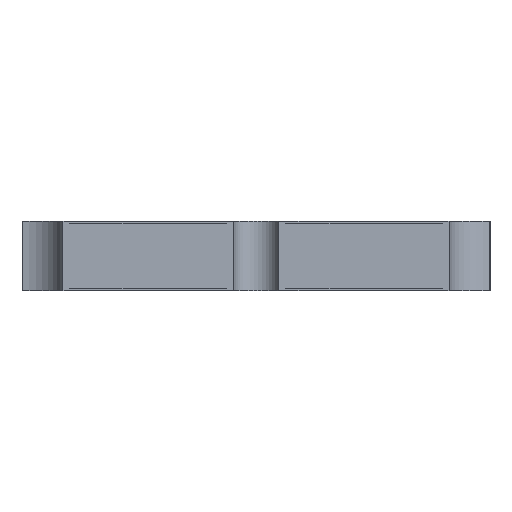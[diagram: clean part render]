
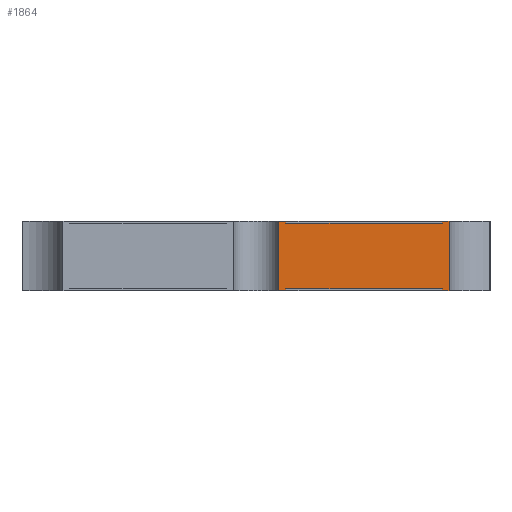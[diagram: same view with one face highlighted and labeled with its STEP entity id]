
A CAD part, left-side view. The second image highlights one B-rep face of the part: STEP entity #1864.
In plain terms, the highlighted planar face has unit normal (-1, 0, 0).
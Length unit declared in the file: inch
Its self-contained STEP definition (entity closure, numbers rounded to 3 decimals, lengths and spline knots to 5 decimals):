
#18 = ORIENTED_EDGE ( 'NONE', *, *, #5856, .T. ) ;
#953 = ORIENTED_EDGE ( 'NONE', *, *, #8471, .T. ) ;
#1126 = LINE ( 'NONE', #20693, #13966 ) ;
#1495 = ORIENTED_EDGE ( 'NONE', *, *, #19695, .T. ) ;
#1858 = ORIENTED_EDGE ( 'NONE', *, *, #4509, .T. ) ;
#1864 = ADVANCED_FACE ( 'NONE', ( #8994 ), #6060, .F. ) ;
#1947 = EDGE_CURVE ( 'NONE', #2064, #23864, #11343, .T. ) ;
#1957 = VECTOR ( 'NONE', #12959, 39.37008 ) ;
#2053 = VERTEX_POINT ( 'NONE', #12944 ) ;
#2064 = VERTEX_POINT ( 'NONE', #18488 ) ;
#3482 = ORIENTED_EDGE ( 'NONE', *, *, #3815, .F. ) ;
#3715 = ORIENTED_EDGE ( 'NONE', *, *, #31107, .T. ) ;
#3815 = EDGE_CURVE ( 'NONE', #30928, #4755, #15680, .T. ) ;
#3914 = CARTESIAN_POINT ( 'NONE',  ( -0.5, -0.03068, 0.071 ) ) ;
#4410 = VERTEX_POINT ( 'NONE', #31774 ) ;
#4509 = EDGE_CURVE ( 'NONE', #30928, #33175, #32691, .T. ) ;
#4614 = CARTESIAN_POINT ( 'NONE',  ( -0.5, -0.03068, 0.002 ) ) ;
#4755 = VERTEX_POINT ( 'NONE', #34118 ) ;
#4857 = CARTESIAN_POINT ( 'NONE',  ( -0.5, -0.03068, 0.002 ) ) ;
#5443 = EDGE_CURVE ( 'NONE', #2053, #4755, #15464, .T. ) ;
#5624 = LINE ( 'NONE', #16695, #36294 ) ;
#5856 = EDGE_CURVE ( 'NONE', #12647, #4410, #35074, .T. ) ;
#6060 = PLANE ( 'NONE',  #12390 ) ;
#6444 = VECTOR ( 'NONE', #16198, 39.37008 ) ;
#6907 = VERTEX_POINT ( 'NONE', #10700 ) ;
#7023 = CARTESIAN_POINT ( 'NONE',  ( -0.5, -0.19807, 0.071 ) ) ;
#7244 = ORIENTED_EDGE ( 'NONE', *, *, #30615, .T. ) ;
#7597 = VERTEX_POINT ( 'NONE', #13203 ) ;
#8471 = EDGE_CURVE ( 'NONE', #33175, #7597, #36277, .T. ) ;
#8604 = VECTOR ( 'NONE', #27978, 39.37008 ) ;
#8800 = EDGE_CURVE ( 'NONE', #32073, #23864, #5624, .T. ) ;
#8972 = LINE ( 'NONE', #26120, #30651 ) ;
#8994 = FACE_OUTER_BOUND ( 'NONE', #12443, .T. ) ;
#9354 = VECTOR ( 'NONE', #22184, 39.37008 ) ;
#9379 = EDGE_CURVE ( 'NONE', #32073, #34530, #1126, .T. ) ;
#10293 = DIRECTION ( 'NONE',  ( 0., -1., 0. ) ) ;
#10648 = CARTESIAN_POINT ( 'NONE',  ( -0.5, -0.2425, 0.069 ) ) ;
#10700 = CARTESIAN_POINT ( 'NONE',  ( -0.5, -0.03068, 0.069 ) ) ;
#11305 = CARTESIAN_POINT ( 'NONE',  ( -0.5, -0.19807, 0. ) ) ;
#11343 = LINE ( 'NONE', #16868, #33566 ) ;
#11944 = VECTOR ( 'NONE', #14619, 39.37008 ) ;
#12390 = AXIS2_PLACEMENT_3D ( 'NONE', #20428, #17299, #28541 ) ;
#12399 = EDGE_CURVE ( 'NONE', #7597, #34530, #25135, .T. ) ;
#12443 = EDGE_LOOP ( 'NONE', ( #29823, #1495, #7244, #18, #3715, #33143, #3482, #1858, #953, #30930, #16649, #25072 ) ) ;
#12647 = VERTEX_POINT ( 'NONE', #3914 ) ;
#12944 = CARTESIAN_POINT ( 'NONE',  ( -0.5, -0.02345, 0. ) ) ;
#12959 = DIRECTION ( 'NONE',  ( 0., -1., 0. ) ) ;
#13203 = CARTESIAN_POINT ( 'NONE',  ( -0.5, -0.191, 0. ) ) ;
#13966 = VECTOR ( 'NONE', #23260, 39.37008 ) ;
#14335 = DIRECTION ( 'NONE',  ( 0., 0., -1. ) ) ;
#14619 = DIRECTION ( 'NONE',  ( 0., 1., 0. ) ) ;
#15464 = LINE ( 'NONE', #35553, #34905 ) ;
#15680 = LINE ( 'NONE', #4614, #32540 ) ;
#16198 = DIRECTION ( 'NONE',  ( 0., 1., 0. ) ) ;
#16292 = LINE ( 'NONE', #33732, #23834 ) ;
#16649 = ORIENTED_EDGE ( 'NONE', *, *, #9379, .F. ) ;
#16695 = CARTESIAN_POINT ( 'NONE',  ( -0.5, -0.2425, 0.071 ) ) ;
#16868 = CARTESIAN_POINT ( 'NONE',  ( -0.5, -0.191, 0.069 ) ) ;
#17299 = DIRECTION ( 'NONE',  ( 1., 0., 0. ) ) ;
#17564 = CARTESIAN_POINT ( 'NONE',  ( -0.5, -0.2425, 0.071 ) ) ;
#18488 = CARTESIAN_POINT ( 'NONE',  ( -0.5, -0.191, 0.069 ) ) ;
#18970 = CARTESIAN_POINT ( 'NONE',  ( -0.5, -0.03068, 0.002 ) ) ;
#19091 = CARTESIAN_POINT ( 'NONE',  ( -0.5, -0.191, 0.002 ) ) ;
#19695 = EDGE_CURVE ( 'NONE', #2064, #6907, #32607, .T. ) ;
#20428 = CARTESIAN_POINT ( 'NONE',  ( -0.5, -0.19807, 0.002 ) ) ;
#20693 = CARTESIAN_POINT ( 'NONE',  ( -0.5, -0.19807, 0.002 ) ) ;
#22184 = DIRECTION ( 'NONE',  ( 0., -1., 0. ) ) ;
#23260 = DIRECTION ( 'NONE',  ( 0., 0., -1. ) ) ;
#23834 = VECTOR ( 'NONE', #27170, 39.37008 ) ;
#23864 = VERTEX_POINT ( 'NONE', #28620 ) ;
#25072 = ORIENTED_EDGE ( 'NONE', *, *, #8800, .T. ) ;
#25135 = LINE ( 'NONE', #11305, #9354 ) ;
#25535 = DIRECTION ( 'NONE',  ( 0., 1., 0. ) ) ;
#25579 = CARTESIAN_POINT ( 'NONE',  ( -0.5, -0.191, 0.002 ) ) ;
#26120 = CARTESIAN_POINT ( 'NONE',  ( -0.5, -0.02345, 0.002 ) ) ;
#27170 = DIRECTION ( 'NONE',  ( 0., 0., 1. ) ) ;
#27978 = DIRECTION ( 'NONE',  ( 0., 0., -1. ) ) ;
#28541 = DIRECTION ( 'NONE',  ( 0., 0., -1. ) ) ;
#28620 = CARTESIAN_POINT ( 'NONE',  ( -0.5, -0.191, 0.071 ) ) ;
#29823 = ORIENTED_EDGE ( 'NONE', *, *, #1947, .F. ) ;
#30615 = EDGE_CURVE ( 'NONE', #6907, #12647, #16292, .T. ) ;
#30651 = VECTOR ( 'NONE', #14335, 39.37008 ) ;
#30928 = VERTEX_POINT ( 'NONE', #18970 ) ;
#30930 = ORIENTED_EDGE ( 'NONE', *, *, #12399, .T. ) ;
#31040 = CARTESIAN_POINT ( 'NONE',  ( -0.5, -0.19807, 0. ) ) ;
#31107 = EDGE_CURVE ( 'NONE', #4410, #2053, #8972, .T. ) ;
#31774 = CARTESIAN_POINT ( 'NONE',  ( -0.5, -0.02345, 0.071 ) ) ;
#32073 = VERTEX_POINT ( 'NONE', #7023 ) ;
#32540 = VECTOR ( 'NONE', #35589, 39.37008 ) ;
#32607 = LINE ( 'NONE', #10648, #6444 ) ;
#32691 = LINE ( 'NONE', #4857, #1957 ) ;
#33143 = ORIENTED_EDGE ( 'NONE', *, *, #5443, .T. ) ;
#33175 = VERTEX_POINT ( 'NONE', #19091 ) ;
#33295 = DIRECTION ( 'NONE',  ( 0., 0., 1. ) ) ;
#33566 = VECTOR ( 'NONE', #33295, 39.37008 ) ;
#33732 = CARTESIAN_POINT ( 'NONE',  ( -0.5, -0.03068, 0.069 ) ) ;
#34118 = CARTESIAN_POINT ( 'NONE',  ( -0.5, -0.03068, 0. ) ) ;
#34530 = VERTEX_POINT ( 'NONE', #31040 ) ;
#34905 = VECTOR ( 'NONE', #10293, 39.37008 ) ;
#35074 = LINE ( 'NONE', #17564, #11944 ) ;
#35553 = CARTESIAN_POINT ( 'NONE',  ( -0.5, -0.19807, 0. ) ) ;
#35589 = DIRECTION ( 'NONE',  ( 0., 0., -1. ) ) ;
#36277 = LINE ( 'NONE', #25579, #8604 ) ;
#36294 = VECTOR ( 'NONE', #25535, 39.37008 ) ;
